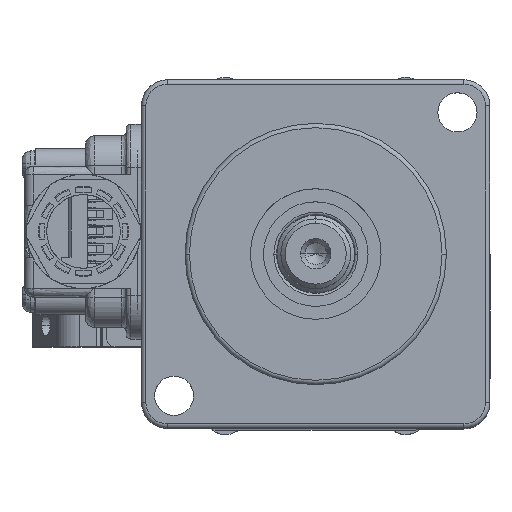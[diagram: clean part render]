
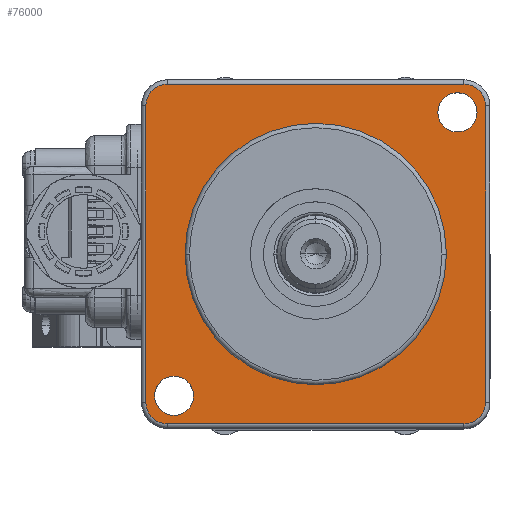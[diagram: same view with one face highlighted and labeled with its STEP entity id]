
A CAD part, top view. The second image highlights one B-rep face of the part: STEP entity #76000.
In plain terms, the highlighted planar face has unit normal (0, 0, 1).
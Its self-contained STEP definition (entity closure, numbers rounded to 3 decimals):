
#834 = EDGE_LOOP ( 'NONE', ( #60788, #44573 ) ) ;
#1974 = AXIS2_PLACEMENT_3D ( 'NONE', #38119, #44881, #57812 ) ;
#2776 = DIRECTION ( 'NONE',  ( 0., 1., 0. ) ) ;
#2926 = CARTESIAN_POINT ( 'NONE',  ( -21.76, -18.058, 75.5 ) ) ;
#3108 = CARTESIAN_POINT ( 'NONE',  ( 12.24, -15.558, 75.5 ) ) ;
#4609 = FACE_BOUND ( 'NONE', #834, .T. ) ;
#4648 = CIRCLE ( 'NONE', #18185, 2.25 ) ;
#5493 = DIRECTION ( 'NONE',  ( 0., -1., 0. ) ) ;
#6018 = EDGE_CURVE ( 'NONE', #16109, #30980, #57811, .T. ) ;
#6349 = LINE ( 'NONE', #32636, #79193 ) ;
#6414 = CIRCLE ( 'NONE', #19325, 2.5 ) ;
#7333 = EDGE_CURVE ( 'NONE', #68806, #33996, #43020, .T. ) ;
#7386 = AXIS2_PLACEMENT_3D ( 'NONE', #20991, #48045, #54822 ) ;
#7609 = ORIENTED_EDGE ( 'NONE', *, *, #17305, .F. ) ;
#8692 = DIRECTION ( 'NONE',  ( -1., 0., 0. ) ) ;
#9901 = CARTESIAN_POINT ( 'NONE',  ( -21.76, -15.558, 75.5 ) ) ;
#10470 = DIRECTION ( 'NONE',  ( 0., 0., 1. ) ) ;
#12140 = EDGE_CURVE ( 'NONE', #16693, #16109, #39693, .T. ) ;
#12180 = CARTESIAN_POINT ( 'NONE',  ( -4.76, 1.442, 75.5 ) ) ;
#12490 = DIRECTION ( 'NONE',  ( 0., 0., 1. ) ) ;
#12514 = EDGE_CURVE ( 'NONE', #42380, #38918, #6349, .T. ) ;
#12904 = LINE ( 'NONE', #69079, #53940 ) ;
#13167 = VERTEX_POINT ( 'NONE', #50408 ) ;
#14368 = CIRCLE ( 'NONE', #74330, 2.25 ) ;
#15115 = CARTESIAN_POINT ( 'NONE',  ( -21.76, 20.942, 75.5 ) ) ;
#15374 = CARTESIAN_POINT ( 'NONE',  ( -24.26, -15.558, 75.5 ) ) ;
#15496 = CARTESIAN_POINT ( 'NONE',  ( -23.274, -14.822, 75.5 ) ) ;
#15763 = CARTESIAN_POINT ( 'NONE',  ( 12.24, -18.058, 75.5 ) ) ;
#15837 = ORIENTED_EDGE ( 'NONE', *, *, #38272, .F. ) ;
#16109 = VERTEX_POINT ( 'NONE', #52404 ) ;
#16693 = VERTEX_POINT ( 'NONE', #15763 ) ;
#16952 = DIRECTION ( 'NONE',  ( -1., 0., 0. ) ) ;
#17305 = EDGE_CURVE ( 'NONE', #50599, #83877, #78870, .T. ) ;
#18185 = AXIS2_PLACEMENT_3D ( 'NONE', #69700, #42890, #8692 ) ;
#18848 = VECTOR ( 'NONE', #2776, 1000. ) ;
#19325 = AXIS2_PLACEMENT_3D ( 'NONE', #9901, #70887, #16952 ) ;
#20021 = EDGE_LOOP ( 'NONE', ( #31008, #68459, #66202, #24228, #63768, #65040, #80960, #30258 ) ) ;
#20125 = DIRECTION ( 'NONE',  ( -1., 0., 0. ) ) ;
#20459 = CIRCLE ( 'NONE', #23383, 2.5 ) ;
#20991 = CARTESIAN_POINT ( 'NONE',  ( -4.76, 1.442, 75.5 ) ) ;
#21165 = DIRECTION ( 'NONE',  ( -1., 0., 0. ) ) ;
#21624 = DIRECTION ( 'NONE',  ( 1., 0., 0. ) ) ;
#23383 = AXIS2_PLACEMENT_3D ( 'NONE', #52793, #12490, #20125 ) ;
#23874 = CARTESIAN_POINT ( 'NONE',  ( 9.253, 17.705, 75.5 ) ) ;
#24091 = AXIS2_PLACEMENT_3D ( 'NONE', #60953, #34156, #81247 ) ;
#24098 = EDGE_CURVE ( 'NONE', #35899, #29762, #58108, .T. ) ;
#24161 = EDGE_CURVE ( 'NONE', #38918, #32005, #6414, .T. ) ;
#24228 = ORIENTED_EDGE ( 'NONE', *, *, #24161, .T. ) ;
#24659 = FACE_BOUND ( 'NONE', #60102, .T. ) ;
#26312 = DIRECTION ( 'NONE',  ( 0., 0., 1. ) ) ;
#29762 = VERTEX_POINT ( 'NONE', #15115 ) ;
#30008 = AXIS2_PLACEMENT_3D ( 'NONE', #3108, #10470, #70385 ) ;
#30258 = ORIENTED_EDGE ( 'NONE', *, *, #57196, .T. ) ;
#30631 = CARTESIAN_POINT ( 'NONE',  ( 12.24, 20.942, 75.5 ) ) ;
#30980 = VERTEX_POINT ( 'NONE', #73418 ) ;
#30986 = FACE_OUTER_BOUND ( 'NONE', #20021, .T. ) ;
#31008 = ORIENTED_EDGE ( 'NONE', *, *, #24098, .T. ) ;
#32005 = VERTEX_POINT ( 'NONE', #2926 ) ;
#32157 = PLANE ( 'NONE',  #43344 ) ;
#32636 = CARTESIAN_POINT ( 'NONE',  ( -24.26, 1.442, 75.5 ) ) ;
#32986 = CARTESIAN_POINT ( 'NONE',  ( 10.24, 1.442, 75.5 ) ) ;
#33996 = VERTEX_POINT ( 'NONE', #15496 ) ;
#34156 = DIRECTION ( 'NONE',  ( 0., 0., 1. ) ) ;
#34279 = VERTEX_POINT ( 'NONE', #32986 ) ;
#34995 = EDGE_CURVE ( 'NONE', #32005, #16693, #12904, .T. ) ;
#35899 = VERTEX_POINT ( 'NONE', #30631 ) ;
#37894 = CIRCLE ( 'NONE', #7386, 15. ) ;
#38119 = CARTESIAN_POINT ( 'NONE',  ( 11.503, 17.705, 75.5 ) ) ;
#38272 = EDGE_CURVE ( 'NONE', #13167, #34279, #37894, .T. ) ;
#38918 = VERTEX_POINT ( 'NONE', #15374 ) ;
#39693 = CIRCLE ( 'NONE', #30008, 2.5 ) ;
#41197 = VECTOR ( 'NONE', #56441, 1000. ) ;
#41574 = AXIS2_PLACEMENT_3D ( 'NONE', #12180, #26312, #45493 ) ;
#42380 = VERTEX_POINT ( 'NONE', #71840 ) ;
#42549 = FACE_BOUND ( 'NONE', #66863, .T. ) ;
#42890 = DIRECTION ( 'NONE',  ( 0., 0., 1. ) ) ;
#43020 = CIRCLE ( 'NONE', #24091, 2.25 ) ;
#43344 = AXIS2_PLACEMENT_3D ( 'NONE', #55932, #82753, #74484 ) ;
#43486 = ORIENTED_EDGE ( 'NONE', *, *, #61831, .F. ) ;
#44573 = ORIENTED_EDGE ( 'NONE', *, *, #7333, .F. ) ;
#44881 = DIRECTION ( 'NONE',  ( 0., 0., 1. ) ) ;
#45493 = DIRECTION ( 'NONE',  ( -1., 0., 0. ) ) ;
#45692 = CARTESIAN_POINT ( 'NONE',  ( -21.76, 18.442, 75.5 ) ) ;
#47945 = DIRECTION ( 'NONE',  ( 0., 0., 1. ) ) ;
#48045 = DIRECTION ( 'NONE',  ( 0., 0., 1. ) ) ;
#50408 = CARTESIAN_POINT ( 'NONE',  ( -19.76, 1.442, 75.5 ) ) ;
#50599 = VERTEX_POINT ( 'NONE', #83698 ) ;
#51471 = EDGE_CURVE ( 'NONE', #29762, #42380, #81915, .T. ) ;
#52404 = CARTESIAN_POINT ( 'NONE',  ( 14.74, -15.558, 75.5 ) ) ;
#52793 = CARTESIAN_POINT ( 'NONE',  ( 12.24, 18.442, 75.5 ) ) ;
#53940 = VECTOR ( 'NONE', #21624, 1000. ) ;
#54822 = DIRECTION ( 'NONE',  ( -1., 0., 0. ) ) ;
#55262 = CARTESIAN_POINT ( 'NONE',  ( -4.76, 20.942, 75.5 ) ) ;
#55932 = CARTESIAN_POINT ( 'NONE',  ( -4.76, 1.442, 75.5 ) ) ;
#56441 = DIRECTION ( 'NONE',  ( -1., 0., 0. ) ) ;
#56905 = EDGE_CURVE ( 'NONE', #33996, #68806, #4648, .T. ) ;
#57196 = EDGE_CURVE ( 'NONE', #30980, #35899, #20459, .T. ) ;
#57811 = LINE ( 'NONE', #84344, #18848 ) ;
#57812 = DIRECTION ( 'NONE',  ( -1., 0., 0. ) ) ;
#58108 = LINE ( 'NONE', #55262, #41197 ) ;
#60102 = EDGE_LOOP ( 'NONE', ( #15837, #72508 ) ) ;
#60788 = ORIENTED_EDGE ( 'NONE', *, *, #56905, .F. ) ;
#60953 = CARTESIAN_POINT ( 'NONE',  ( -21.024, -14.822, 75.5 ) ) ;
#61550 = CARTESIAN_POINT ( 'NONE',  ( 11.503, 17.705, 75.5 ) ) ;
#61831 = EDGE_CURVE ( 'NONE', #83877, #50599, #14368, .T. ) ;
#62093 = CARTESIAN_POINT ( 'NONE',  ( -18.774, -14.822, 75.5 ) ) ;
#63768 = ORIENTED_EDGE ( 'NONE', *, *, #34995, .T. ) ;
#64566 = DIRECTION ( 'NONE',  ( 0., 0., 1. ) ) ;
#65040 = ORIENTED_EDGE ( 'NONE', *, *, #12140, .T. ) ;
#66202 = ORIENTED_EDGE ( 'NONE', *, *, #12514, .T. ) ;
#66863 = EDGE_LOOP ( 'NONE', ( #43486, #7609 ) ) ;
#68459 = ORIENTED_EDGE ( 'NONE', *, *, #51471, .T. ) ;
#68806 = VERTEX_POINT ( 'NONE', #62093 ) ;
#69079 = CARTESIAN_POINT ( 'NONE',  ( -4.76, -18.058, 75.5 ) ) ;
#69700 = CARTESIAN_POINT ( 'NONE',  ( -21.024, -14.822, 75.5 ) ) ;
#70385 = DIRECTION ( 'NONE',  ( -1., 0., 0. ) ) ;
#70887 = DIRECTION ( 'NONE',  ( 0., 0., 1. ) ) ;
#71577 = CIRCLE ( 'NONE', #41574, 15. ) ;
#71840 = CARTESIAN_POINT ( 'NONE',  ( -24.26, 18.442, 75.5 ) ) ;
#72508 = ORIENTED_EDGE ( 'NONE', *, *, #81792, .F. ) ;
#73316 = AXIS2_PLACEMENT_3D ( 'NONE', #45692, #64566, #85131 ) ;
#73418 = CARTESIAN_POINT ( 'NONE',  ( 14.74, 18.442, 75.5 ) ) ;
#74330 = AXIS2_PLACEMENT_3D ( 'NONE', #61550, #47945, #21165 ) ;
#74484 = DIRECTION ( 'NONE',  ( -1., 0., 0. ) ) ;
#76000 = ADVANCED_FACE ( 'NONE', ( #30986, #42549, #4609, #24659 ), #32157, .F. ) ;
#78870 = CIRCLE ( 'NONE', #1974, 2.25 ) ;
#79193 = VECTOR ( 'NONE', #5493, 1000. ) ;
#80960 = ORIENTED_EDGE ( 'NONE', *, *, #6018, .T. ) ;
#81247 = DIRECTION ( 'NONE',  ( -1., 0., 0. ) ) ;
#81792 = EDGE_CURVE ( 'NONE', #34279, #13167, #71577, .T. ) ;
#81915 = CIRCLE ( 'NONE', #73316, 2.5 ) ;
#82753 = DIRECTION ( 'NONE',  ( 0., 0., -1. ) ) ;
#83698 = CARTESIAN_POINT ( 'NONE',  ( 13.753, 17.705, 75.5 ) ) ;
#83877 = VERTEX_POINT ( 'NONE', #23874 ) ;
#84344 = CARTESIAN_POINT ( 'NONE',  ( 14.74, 1.442, 75.5 ) ) ;
#85131 = DIRECTION ( 'NONE',  ( -1., 0., 0. ) ) ;
